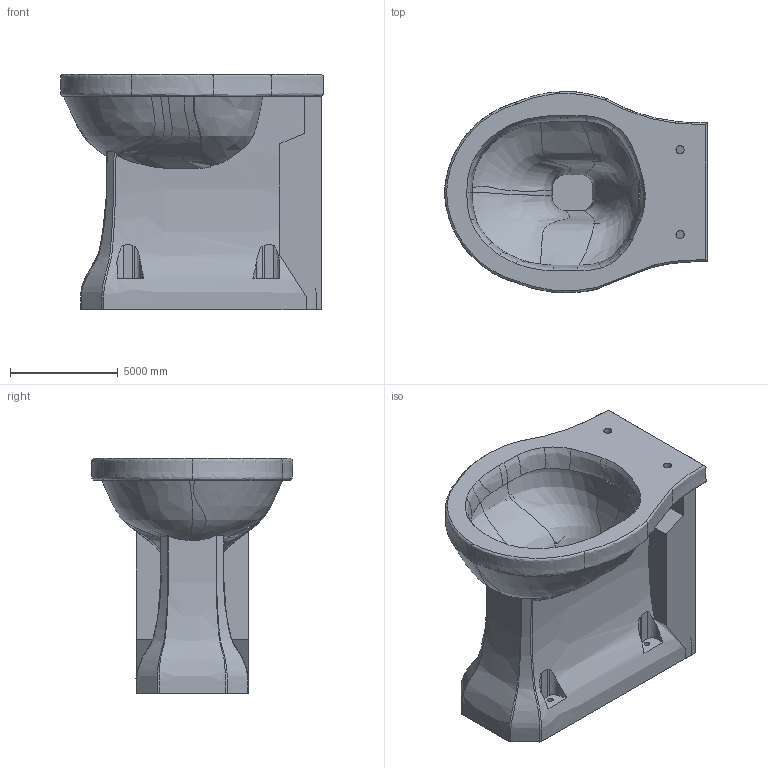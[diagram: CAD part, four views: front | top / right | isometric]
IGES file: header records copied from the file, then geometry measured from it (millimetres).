
Global section: file name: CY244NP P14 2016 08 08; native system: AutoCAD 2016 - English; preprocessor: Autodesk Translation Framework DWG producer (atf_dwg_producer); organization: unknown; date: 20161017.212552; units: inch
Bounding box: 12214.82 x 9345.1 x 10922 mm (x, y, z)
Volume: 413213553708.8 mm3; surface area: 806172388.3 mm2
Topology: 3 solids, 3 shells, 120 faces, 350 edges, 241 vertices
Faces by surface type: bspline 120
